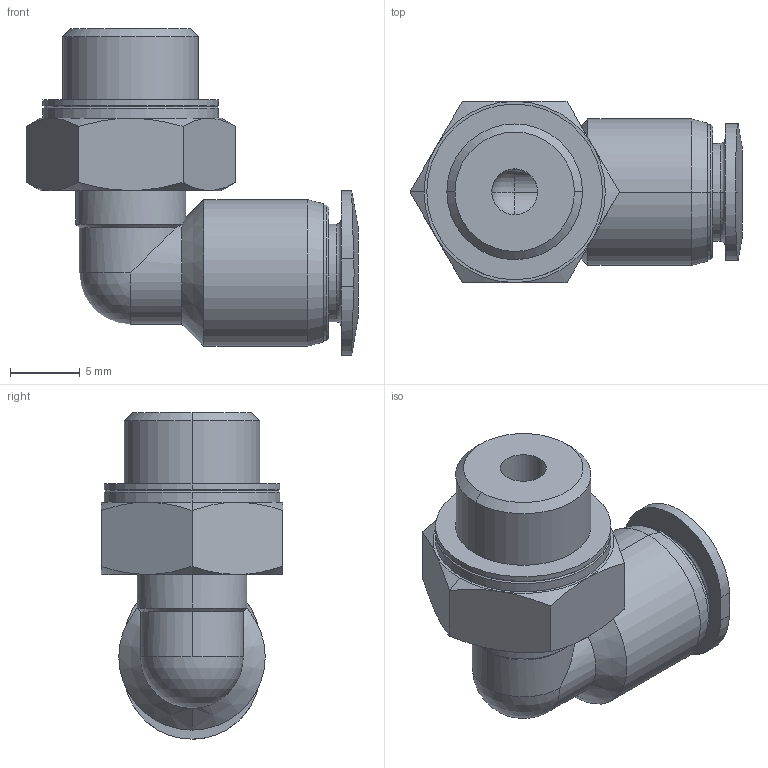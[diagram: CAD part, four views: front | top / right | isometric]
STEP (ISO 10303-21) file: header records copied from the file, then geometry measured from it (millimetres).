
FILE_DESCRIPTION (( 'STEP AP203' ), '1' );
FILE_NAME ('SE_01_1_0010.STEP', '2020-10-21T10:12:47', ( '' ), ( '' ), 'SwSTEP 2.0', 'SolidWorks 2017', '' );
FILE_SCHEMA (( 'CONFIG_CONTROL_DESIGN' ));
Length unit declared in the file: millimetre
Products named in the file (1): SE_01_1_0010
Bounding box: 23.81 x 13 x 23.4 mm (x, y, z)
Volume: 2176.2 mm3; surface area: 1898 mm2
Topology: 1 solids, 1 shells, 79 faces, 176 edges, 102 vertices
Faces by surface type: cone 29, cylinder 27, plane 16, torus 4, sphere 3
Entity records: 2402 total; most frequent: CARTESIAN_POINT 611, DIRECTION 375, ORIENTED_EDGE 346, EDGE_CURVE 173, AXIS2_PLACEMENT_3D 162, VERTEX_POINT 102, EDGE_LOOP 87, CIRCLE 82
